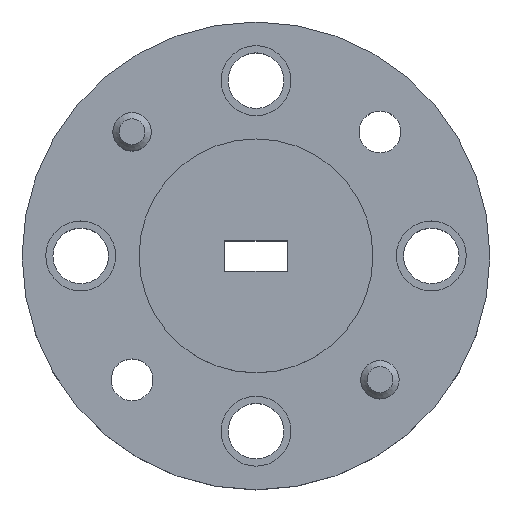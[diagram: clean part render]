
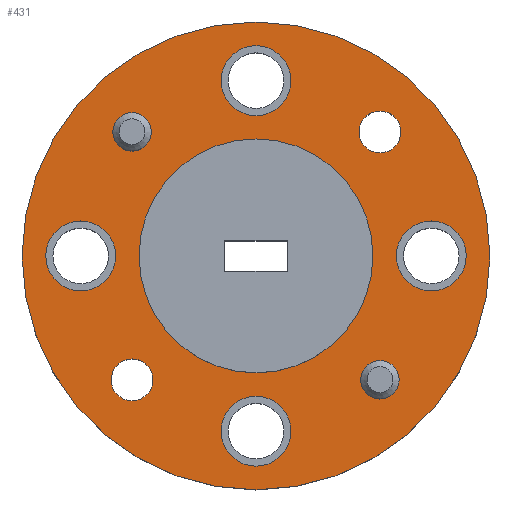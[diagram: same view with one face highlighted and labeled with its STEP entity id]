
A CAD part, top view. The second image highlights one B-rep face of the part: STEP entity #431.
In plain terms, the highlighted planar face has unit normal (0, 0, 1).
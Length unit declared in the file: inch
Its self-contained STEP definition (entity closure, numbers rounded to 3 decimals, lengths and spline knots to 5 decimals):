
#12 = EDGE_CURVE ( 'NONE', #1035, #1035, #730, .T. ) ;
#42 = DIRECTION ( 'NONE',  ( 0., 0., 1. ) ) ;
#46 = ORIENTED_EDGE ( 'NONE', *, *, #929, .F. ) ;
#48 = AXIS2_PLACEMENT_3D ( 'NONE', #605, #701, #988 ) ;
#50 = CARTESIAN_POINT ( 'NONE',  ( 0.22945, -0.1987, -0.032 ) ) ;
#56 = ORIENTED_EDGE ( 'NONE', *, *, #1221, .F. ) ;
#72 = CARTESIAN_POINT ( 'NONE',  ( 0.1987, 0.1987, -0.032 ) ) ;
#80 = DIRECTION ( 'NONE',  ( 0., 0., 1. ) ) ;
#82 = DIRECTION ( 'NONE',  ( 0., 0., 1. ) ) ;
#87 = CARTESIAN_POINT ( 'NONE',  ( 0.1875, 0., -0.032 ) ) ;
#113 = ORIENTED_EDGE ( 'NONE', *, *, #615, .F. ) ;
#123 = CIRCLE ( 'NONE', #48, 0.056 ) ;
#147 = CIRCLE ( 'NONE', #166, 0.056 ) ;
#166 = AXIS2_PLACEMENT_3D ( 'NONE', #909, #297, #486 ) ;
#177 = DIRECTION ( 'NONE',  ( 1., 0., 0. ) ) ;
#182 = FACE_BOUND ( 'NONE', #958, .T. ) ;
#198 = CARTESIAN_POINT ( 'NONE',  ( 0.2322, 0.1987, -0.032 ) ) ;
#203 = CARTESIAN_POINT ( 'NONE',  ( 0.056, 0.281, -0.032 ) ) ;
#206 = CIRCLE ( 'NONE', #676, 0.056 ) ;
#209 = AXIS2_PLACEMENT_3D ( 'NONE', #252, #1038, #835 ) ;
#215 = VERTEX_POINT ( 'NONE', #50 ) ;
#222 = DIRECTION ( 'NONE',  ( 0., 0., 1. ) ) ;
#227 = VERTEX_POINT ( 'NONE', #791 ) ;
#251 = EDGE_LOOP ( 'NONE', ( #1011 ) ) ;
#252 = CARTESIAN_POINT ( 'NONE',  ( 0., 0., -0.032 ) ) ;
#259 = CARTESIAN_POINT ( 'NONE',  ( 0., 0., -0.032 ) ) ;
#262 = CARTESIAN_POINT ( 'NONE',  ( -0.1987, -0.1987, -0.032 ) ) ;
#263 = FACE_BOUND ( 'NONE', #1034, .T. ) ;
#264 = AXIS2_PLACEMENT_3D ( 'NONE', #262, #638, #362 ) ;
#283 = ORIENTED_EDGE ( 'NONE', *, *, #12, .F. ) ;
#297 = DIRECTION ( 'NONE',  ( 0., 0., 1. ) ) ;
#321 = DIRECTION ( 'NONE',  ( 1., 0., 0. ) ) ;
#327 = DIRECTION ( 'NONE',  ( 1., 0., 0. ) ) ;
#362 = DIRECTION ( 'NONE',  ( 1., 0., 0. ) ) ;
#363 = FACE_BOUND ( 'NONE', #954, .T. ) ;
#383 = DIRECTION ( 'NONE',  ( 1., 0., 0. ) ) ;
#392 = EDGE_CURVE ( 'NONE', #934, #934, #423, .T. ) ;
#403 = AXIS2_PLACEMENT_3D ( 'NONE', #514, #222, #327 ) ;
#423 = CIRCLE ( 'NONE', #1129, 0.1875 ) ;
#430 = CARTESIAN_POINT ( 'NONE',  ( 0.1987, -0.1987, -0.032 ) ) ;
#431 = ADVANCED_FACE ( 'NONE', ( #263, #748, #182, #542, #627, #363, #927, #453, #1033, #1019 ), #535, .T. ) ;
#453 = FACE_BOUND ( 'NONE', #470, .T. ) ;
#470 = EDGE_LOOP ( 'NONE', ( #568 ) ) ;
#478 = VERTEX_POINT ( 'NONE', #866 ) ;
#480 = CARTESIAN_POINT ( 'NONE',  ( 0., -0.281, -0.032 ) ) ;
#484 = CARTESIAN_POINT ( 'NONE',  ( -0.1652, -0.1987, -0.032 ) ) ;
#486 = DIRECTION ( 'NONE',  ( 1., 0., 0. ) ) ;
#514 = CARTESIAN_POINT ( 'NONE',  ( -0.1987, 0.1987, -0.032 ) ) ;
#525 = EDGE_CURVE ( 'NONE', #478, #478, #940, .T. ) ;
#535 = PLANE ( 'NONE',  #209 ) ;
#542 = FACE_BOUND ( 'NONE', #1165, .T. ) ;
#568 = ORIENTED_EDGE ( 'NONE', *, *, #814, .F. ) ;
#605 = CARTESIAN_POINT ( 'NONE',  ( 0.281, 0., -0.032 ) ) ;
#615 = EDGE_CURVE ( 'NONE', #1139, #1139, #123, .T. ) ;
#627 = FACE_BOUND ( 'NONE', #702, .T. ) ;
#638 = DIRECTION ( 'NONE',  ( 0., 0., 1. ) ) ;
#653 = ORIENTED_EDGE ( 'NONE', *, *, #873, .F. ) ;
#662 = CIRCLE ( 'NONE', #403, 0.03075 ) ;
#663 = ORIENTED_EDGE ( 'NONE', *, *, #392, .F. ) ;
#665 = VERTEX_POINT ( 'NONE', #198 ) ;
#676 = AXIS2_PLACEMENT_3D ( 'NONE', #480, #761, #1062 ) ;
#701 = DIRECTION ( 'NONE',  ( 0., 0., 1. ) ) ;
#702 = EDGE_LOOP ( 'NONE', ( #283 ) ) ;
#727 = DIRECTION ( 'NONE',  ( 0., 0., 1. ) ) ;
#728 = CARTESIAN_POINT ( 'NONE',  ( 0., 0., -0.032 ) ) ;
#730 = CIRCLE ( 'NONE', #995, 0.056 ) ;
#739 = DIRECTION ( 'NONE',  ( 1., 0., 0. ) ) ;
#748 = FACE_BOUND ( 'NONE', #1159, .T. ) ;
#761 = DIRECTION ( 'NONE',  ( 0., 0., 1. ) ) ;
#762 = AXIS2_PLACEMENT_3D ( 'NONE', #430, #82, #739 ) ;
#766 = VERTEX_POINT ( 'NONE', #203 ) ;
#777 = CIRCLE ( 'NONE', #264, 0.0335 ) ;
#786 = EDGE_CURVE ( 'NONE', #665, #665, #1023, .T. ) ;
#791 = CARTESIAN_POINT ( 'NONE',  ( -0.16795, 0.1987, -0.032 ) ) ;
#804 = CARTESIAN_POINT ( 'NONE',  ( -0.281, 0., -0.032 ) ) ;
#814 = EDGE_CURVE ( 'NONE', #1161, #1161, #777, .T. ) ;
#835 = DIRECTION ( 'NONE',  ( 1., 0., 0. ) ) ;
#859 = DIRECTION ( 'NONE',  ( 0., 0., 1. ) ) ;
#866 = CARTESIAN_POINT ( 'NONE',  ( 0.375, 0., -0.032 ) ) ;
#873 = EDGE_CURVE ( 'NONE', #766, #766, #147, .T. ) ;
#884 = VERTEX_POINT ( 'NONE', #985 ) ;
#909 = CARTESIAN_POINT ( 'NONE',  ( 0., 0.281, -0.032 ) ) ;
#927 = FACE_BOUND ( 'NONE', #251, .T. ) ;
#929 = EDGE_CURVE ( 'NONE', #884, #884, #206, .T. ) ;
#934 = VERTEX_POINT ( 'NONE', #87 ) ;
#940 = CIRCLE ( 'NONE', #1111, 0.375 ) ;
#943 = ORIENTED_EDGE ( 'NONE', *, *, #525, .T. ) ;
#954 = EDGE_LOOP ( 'NONE', ( #113 ) ) ;
#958 = EDGE_LOOP ( 'NONE', ( #653 ) ) ;
#959 = AXIS2_PLACEMENT_3D ( 'NONE', #72, #727, #1017 ) ;
#985 = CARTESIAN_POINT ( 'NONE',  ( 0.056, -0.281, -0.032 ) ) ;
#988 = DIRECTION ( 'NONE',  ( 1., 0., 0. ) ) ;
#995 = AXIS2_PLACEMENT_3D ( 'NONE', #804, #42, #321 ) ;
#1003 = ORIENTED_EDGE ( 'NONE', *, *, #1065, .F. ) ;
#1011 = ORIENTED_EDGE ( 'NONE', *, *, #786, .F. ) ;
#1017 = DIRECTION ( 'NONE',  ( 1., 0., 0. ) ) ;
#1019 = FACE_OUTER_BOUND ( 'NONE', #1203, .T. ) ;
#1023 = CIRCLE ( 'NONE', #959, 0.0335 ) ;
#1033 = FACE_BOUND ( 'NONE', #1237, .T. ) ;
#1034 = EDGE_LOOP ( 'NONE', ( #56 ) ) ;
#1035 = VERTEX_POINT ( 'NONE', #1155 ) ;
#1038 = DIRECTION ( 'NONE',  ( 0., 0., 1. ) ) ;
#1047 = CARTESIAN_POINT ( 'NONE',  ( 0.337, 0., -0.032 ) ) ;
#1062 = DIRECTION ( 'NONE',  ( 1., 0., 0. ) ) ;
#1065 = EDGE_CURVE ( 'NONE', #227, #227, #662, .T. ) ;
#1070 = CIRCLE ( 'NONE', #762, 0.03075 ) ;
#1111 = AXIS2_PLACEMENT_3D ( 'NONE', #259, #859, #383 ) ;
#1129 = AXIS2_PLACEMENT_3D ( 'NONE', #728, #80, #177 ) ;
#1139 = VERTEX_POINT ( 'NONE', #1047 ) ;
#1155 = CARTESIAN_POINT ( 'NONE',  ( -0.225, 0., -0.032 ) ) ;
#1159 = EDGE_LOOP ( 'NONE', ( #1003 ) ) ;
#1161 = VERTEX_POINT ( 'NONE', #484 ) ;
#1165 = EDGE_LOOP ( 'NONE', ( #46 ) ) ;
#1203 = EDGE_LOOP ( 'NONE', ( #943 ) ) ;
#1221 = EDGE_CURVE ( 'NONE', #215, #215, #1070, .T. ) ;
#1237 = EDGE_LOOP ( 'NONE', ( #663 ) ) ;
